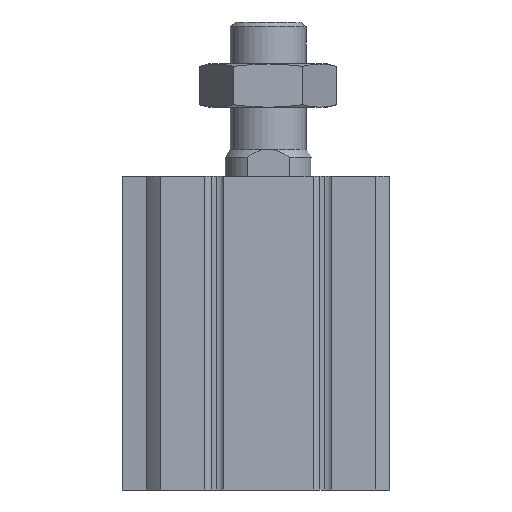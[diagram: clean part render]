
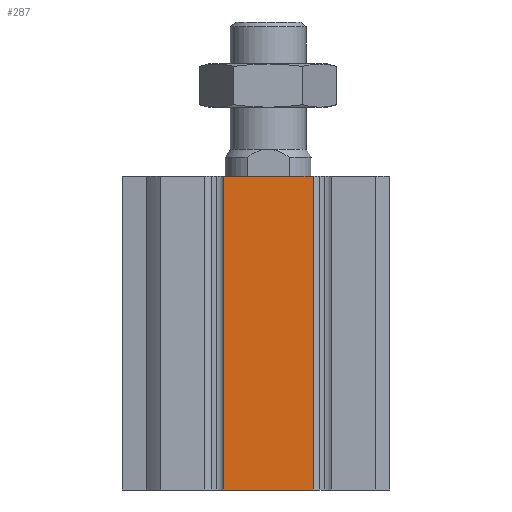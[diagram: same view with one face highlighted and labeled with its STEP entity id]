
A CAD part, left-side view. The second image highlights one B-rep face of the part: STEP entity #287.
In plain terms, the highlighted planar face has unit normal (-1, 0, 0).
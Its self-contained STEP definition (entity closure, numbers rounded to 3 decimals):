
#287 = ADVANCED_FACE( '', ( #646 ), #647, .F. );
#646 = FACE_OUTER_BOUND( '', #1138, .T. );
#647 = PLANE( '', #1139 );
#1138 = EDGE_LOOP( '', ( #2029, #2030, #2031, #2032 ) );
#1139 = AXIS2_PLACEMENT_3D( '', #2033, #2034, #2035 );
#2029 = ORIENTED_EDGE( '', *, *, #3000, .T. );
#2030 = ORIENTED_EDGE( '', *, *, #3160, .F. );
#2031 = ORIENTED_EDGE( '', *, *, #2908, .F. );
#2032 = ORIENTED_EDGE( '', *, *, #3089, .T. );
#2033 = CARTESIAN_POINT( '', ( -22.5, 8.3, 58. ) );
#2034 = DIRECTION( '', ( 1., 0., 0. ) );
#2035 = DIRECTION( '', ( 0., 0., -1. ) );
#2908 = EDGE_CURVE( '', #3376, #3377, #3378, .T. );
#3000 = EDGE_CURVE( '', #3559, #3560, #3561, .T. );
#3089 = EDGE_CURVE( '', #3376, #3559, #3736, .T. );
#3160 = EDGE_CURVE( '', #3377, #3560, #3863, .T. );
#3376 = VERTEX_POINT( '', #4128 );
#3377 = VERTEX_POINT( '', #4129 );
#3378 = LINE( '', #4130, #4131 );
#3559 = VERTEX_POINT( '', #4382 );
#3560 = VERTEX_POINT( '', #4383 );
#3561 = LINE( '', #4384, #4385 );
#3736 = LINE( '', #4630, #4631 );
#3863 = LINE( '', #4772, #4773 );
#4128 = CARTESIAN_POINT( '', ( -22.5, 8.3, 58. ) );
#4129 = CARTESIAN_POINT( '', ( -22.5, -8.3, 58. ) );
#4130 = CARTESIAN_POINT( '', ( -22.5, 8.3, 58. ) );
#4131 = VECTOR( '', #5315, 1000. );
#4382 = CARTESIAN_POINT( '', ( -22.5, 8.3, 0. ) );
#4383 = CARTESIAN_POINT( '', ( -22.5, -8.3, 0. ) );
#4384 = CARTESIAN_POINT( '', ( -22.5, 8.3, 0. ) );
#4385 = VECTOR( '', #5449, 1000. );
#4630 = CARTESIAN_POINT( '', ( -22.5, 8.3, 58. ) );
#4631 = VECTOR( '', #5574, 1000. );
#4772 = CARTESIAN_POINT( '', ( -22.5, -8.3, 58. ) );
#4773 = VECTOR( '', #5751, 1000. );
#5315 = DIRECTION( '', ( 0., -1., 0. ) );
#5449 = DIRECTION( '', ( 0., -1., 0. ) );
#5574 = DIRECTION( '', ( 0., 0., -1. ) );
#5751 = DIRECTION( '', ( 0., 0., -1. ) );
